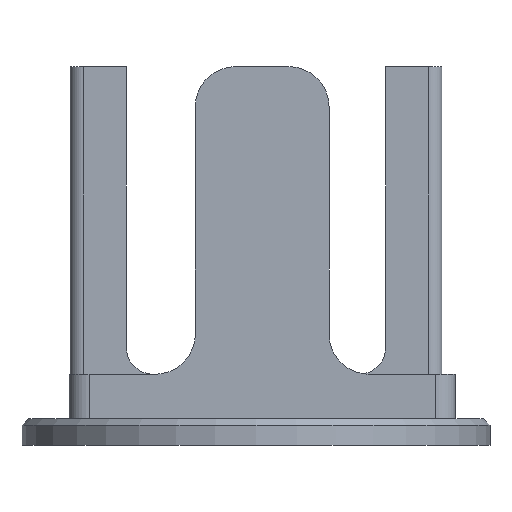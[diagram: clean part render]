
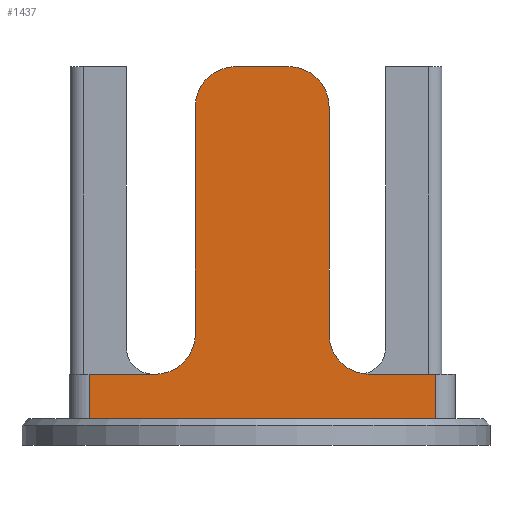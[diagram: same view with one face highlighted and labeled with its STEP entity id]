
A CAD part, front view. The second image highlights one B-rep face of the part: STEP entity #1437.
In plain terms, the highlighted planar face has unit normal (0, -1, 0).
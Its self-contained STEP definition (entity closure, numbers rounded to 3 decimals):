
#24=PLANE('',#1518);
#72=FACE_OUTER_BOUND('',#149,.T.);
#149=EDGE_LOOP('',(#976,#977,#978,#979,#980,#981,#982,#983,#984,#985,#986,
#987));
#234=LINE('',#2094,#394);
#235=LINE('',#2098,#395);
#236=LINE('',#2102,#396);
#237=LINE('',#2104,#397);
#238=LINE('',#2106,#398);
#239=LINE('',#2108,#399);
#240=LINE('',#2110,#400);
#241=LINE('',#2113,#401);
#394=VECTOR('',#1662,10.);
#395=VECTOR('',#1665,10.);
#396=VECTOR('',#1668,10.);
#397=VECTOR('',#1669,10.);
#398=VECTOR('',#1670,10.);
#399=VECTOR('',#1671,10.);
#400=VECTOR('',#1672,10.);
#401=VECTOR('',#1675,10.);
#553=CIRCLE('',#1517,3.);
#554=CIRCLE('',#1519,3.);
#555=CIRCLE('',#1520,3.);
#556=CIRCLE('',#1521,3.);
#612=VERTEX_POINT('',#2087);
#613=VERTEX_POINT('',#2089);
#614=VERTEX_POINT('',#2093);
#615=VERTEX_POINT('',#2095);
#616=VERTEX_POINT('',#2097);
#617=VERTEX_POINT('',#2099);
#618=VERTEX_POINT('',#2101);
#619=VERTEX_POINT('',#2103);
#620=VERTEX_POINT('',#2105);
#621=VERTEX_POINT('',#2107);
#622=VERTEX_POINT('',#2109);
#623=VERTEX_POINT('',#2111);
#756=EDGE_CURVE('',#612,#613,#553,.T.);
#758=EDGE_CURVE('',#614,#612,#234,.T.);
#759=EDGE_CURVE('',#615,#614,#554,.T.);
#760=EDGE_CURVE('',#616,#615,#235,.T.);
#761=EDGE_CURVE('',#617,#616,#555,.T.);
#762=EDGE_CURVE('',#618,#617,#236,.T.);
#763=EDGE_CURVE('',#619,#618,#237,.T.);
#764=EDGE_CURVE('',#620,#619,#238,.T.);
#765=EDGE_CURVE('',#621,#620,#239,.T.);
#766=EDGE_CURVE('',#622,#621,#240,.T.);
#767=EDGE_CURVE('',#623,#622,#556,.T.);
#768=EDGE_CURVE('',#623,#613,#241,.T.);
#976=ORIENTED_EDGE('',*,*,#756,.F.);
#977=ORIENTED_EDGE('',*,*,#758,.F.);
#978=ORIENTED_EDGE('',*,*,#759,.F.);
#979=ORIENTED_EDGE('',*,*,#760,.F.);
#980=ORIENTED_EDGE('',*,*,#761,.F.);
#981=ORIENTED_EDGE('',*,*,#762,.F.);
#982=ORIENTED_EDGE('',*,*,#763,.F.);
#983=ORIENTED_EDGE('',*,*,#764,.F.);
#984=ORIENTED_EDGE('',*,*,#765,.F.);
#985=ORIENTED_EDGE('',*,*,#766,.F.);
#986=ORIENTED_EDGE('',*,*,#767,.F.);
#987=ORIENTED_EDGE('',*,*,#768,.T.);
#1437=ADVANCED_FACE('',(#72),#24,.T.);
#1517=AXIS2_PLACEMENT_3D('',#2090,#1657,#1658);
#1518=AXIS2_PLACEMENT_3D('',#2092,#1660,#1661);
#1519=AXIS2_PLACEMENT_3D('',#2096,#1663,#1664);
#1520=AXIS2_PLACEMENT_3D('',#2100,#1666,#1667);
#1521=AXIS2_PLACEMENT_3D('',#2112,#1673,#1674);
#1657=DIRECTION('center_axis',(0.,1.,0.));
#1658=DIRECTION('ref_axis',(0.707,0.,0.707));
#1660=DIRECTION('center_axis',(0.,-1.,0.));
#1661=DIRECTION('ref_axis',(1.,0.,0.));
#1662=DIRECTION('',(1.,0.,0.));
#1663=DIRECTION('center_axis',(0.,1.,0.));
#1664=DIRECTION('ref_axis',(-0.707,0.,0.707));
#1665=DIRECTION('',(0.,0.,1.));
#1666=DIRECTION('center_axis',(0.,-1.,0.));
#1667=DIRECTION('ref_axis',(0.707,0.,-0.707));
#1668=DIRECTION('',(1.,0.,0.));
#1669=DIRECTION('',(0.,0.,1.));
#1670=DIRECTION('',(-1.,0.,0.));
#1671=DIRECTION('',(0.,0.,-1.));
#1672=DIRECTION('',(1.,0.,0.));
#1673=DIRECTION('center_axis',(0.,-1.,0.));
#1674=DIRECTION('ref_axis',(-0.707,0.,-0.707));
#1675=DIRECTION('',(0.,0.,1.));
#2087=CARTESIAN_POINT('',(2.465,-10.3,26.32));
#2089=CARTESIAN_POINT('',(5.465,-10.3,23.32));
#2090=CARTESIAN_POINT('Origin',(2.465,-10.3,23.32));
#2092=CARTESIAN_POINT('Origin',(-13.985,-10.3,0.));
#2093=CARTESIAN_POINT('',(-1.535,-10.3,26.32));
#2094=CARTESIAN_POINT('',(5.465,-10.3,26.32));
#2095=CARTESIAN_POINT('',(-4.535,-10.3,23.32));
#2096=CARTESIAN_POINT('Origin',(-1.535,-10.3,23.32));
#2097=CARTESIAN_POINT('',(-4.535,-10.3,6.32));
#2098=CARTESIAN_POINT('',(-4.535,-10.3,3.32));
#2099=CARTESIAN_POINT('',(-7.535,-10.3,3.32));
#2100=CARTESIAN_POINT('Origin',(-7.535,-10.3,6.32));
#2101=CARTESIAN_POINT('',(-12.485,-10.3,3.32));
#2102=CARTESIAN_POINT('',(-6.76,-10.3,3.32));
#2103=CARTESIAN_POINT('',(-12.485,-10.3,0.));
#2104=CARTESIAN_POINT('',(-12.485,-10.3,0.));
#2105=CARTESIAN_POINT('',(13.415,-10.3,0.));
#2106=CARTESIAN_POINT('',(-6.992,-10.3,0.));
#2107=CARTESIAN_POINT('',(13.415,-10.3,3.32));
#2108=CARTESIAN_POINT('',(13.415,-10.3,0.));
#2109=CARTESIAN_POINT('',(8.465,-10.3,3.32));
#2110=CARTESIAN_POINT('',(-6.76,-10.3,3.32));
#2111=CARTESIAN_POINT('',(5.465,-10.3,6.32));
#2112=CARTESIAN_POINT('Origin',(8.465,-10.3,6.32));
#2113=CARTESIAN_POINT('',(5.465,-10.3,3.32));
